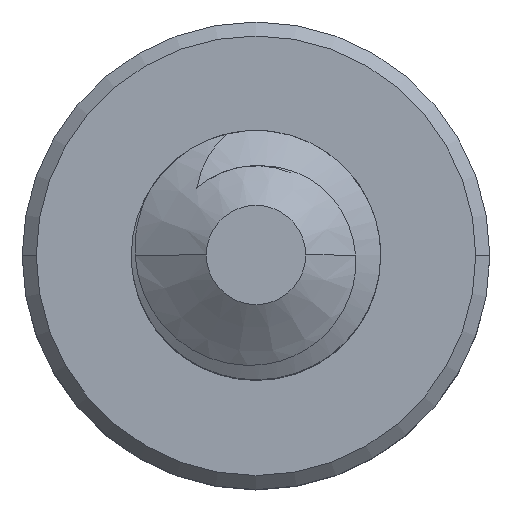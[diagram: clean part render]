
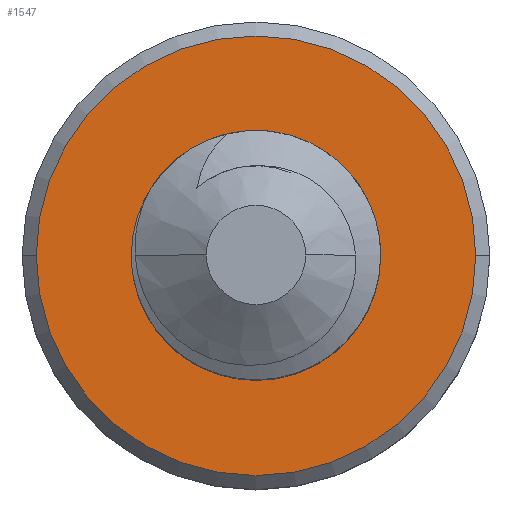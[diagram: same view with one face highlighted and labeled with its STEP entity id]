
A CAD part, top view. The second image highlights one B-rep face of the part: STEP entity #1547.
In plain terms, the highlighted planar face has unit normal (0, 0, 1).
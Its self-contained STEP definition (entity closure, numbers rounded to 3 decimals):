
#9 = CIRCLE ( 'NONE', #1414, 1.41 ) ;
#17 = DIRECTION ( 'NONE',  ( -1., 0., 0. ) ) ;
#30 = VERTEX_POINT ( 'NONE', #2241 ) ;
#54 = CARTESIAN_POINT ( 'NONE',  ( 0., 0., -3. ) ) ;
#94 = AXIS2_PLACEMENT_3D ( 'NONE', #1843, #205, #2064 ) ;
#109 = VERTEX_POINT ( 'NONE', #1864 ) ;
#205 = DIRECTION ( 'NONE',  ( 0., 0., 1. ) ) ;
#262 = VERTEX_POINT ( 'NONE', #2552 ) ;
#287 = EDGE_LOOP ( 'NONE', ( #2405, #1116 ) ) ;
#323 = DIRECTION ( 'NONE',  ( -1., 0., 0. ) ) ;
#338 = EDGE_CURVE ( 'NONE', #30, #109, #402, .T. ) ;
#402 = CIRCLE ( 'NONE', #659, 0.8 ) ;
#517 = AXIS2_PLACEMENT_3D ( 'NONE', #2710, #1652, #17 ) ;
#575 = EDGE_CURVE ( 'NONE', #109, #30, #683, .T. ) ;
#659 = AXIS2_PLACEMENT_3D ( 'NONE', #2139, #2127, #2123 ) ;
#683 = CIRCLE ( 'NONE', #94, 0.8 ) ;
#835 = EDGE_CURVE ( 'NONE', #262, #2043, #957, .T. ) ;
#876 = EDGE_CURVE ( 'NONE', #2043, #262, #9, .T. ) ;
#957 = CIRCLE ( 'NONE', #517, 1.41 ) ;
#1116 = ORIENTED_EDGE ( 'NONE', *, *, #338, .F. ) ;
#1226 = DIRECTION ( 'NONE',  ( 0., 0., -1. ) ) ;
#1414 = AXIS2_PLACEMENT_3D ( 'NONE', #54, #1935, #323 ) ;
#1423 = CARTESIAN_POINT ( 'NONE',  ( 1.41, 0., -3. ) ) ;
#1430 = FACE_OUTER_BOUND ( 'NONE', #1651, .T. ) ;
#1547 = ADVANCED_FACE ( 'NONE', ( #1430, #1836 ), #1763, .F. ) ;
#1651 = EDGE_LOOP ( 'NONE', ( #2134, #2495 ) ) ;
#1652 = DIRECTION ( 'NONE',  ( 0., 0., 1. ) ) ;
#1701 = AXIS2_PLACEMENT_3D ( 'NONE', #2630, #1226, #1996 ) ;
#1763 = PLANE ( 'NONE',  #1701 ) ;
#1836 = FACE_BOUND ( 'NONE', #287, .T. ) ;
#1843 = CARTESIAN_POINT ( 'NONE',  ( 0., 0., -3. ) ) ;
#1864 = CARTESIAN_POINT ( 'NONE',  ( 0.8, 0., -3. ) ) ;
#1935 = DIRECTION ( 'NONE',  ( 0., 0., 1. ) ) ;
#1996 = DIRECTION ( 'NONE',  ( -1., 0., 0. ) ) ;
#2043 = VERTEX_POINT ( 'NONE', #1423 ) ;
#2064 = DIRECTION ( 'NONE',  ( 1., 0., 0. ) ) ;
#2123 = DIRECTION ( 'NONE',  ( 1., 0., 0. ) ) ;
#2127 = DIRECTION ( 'NONE',  ( 0., 0., 1. ) ) ;
#2134 = ORIENTED_EDGE ( 'NONE', *, *, #835, .T. ) ;
#2139 = CARTESIAN_POINT ( 'NONE',  ( 0., 0., -3. ) ) ;
#2241 = CARTESIAN_POINT ( 'NONE',  ( -0.8, 0., -3. ) ) ;
#2405 = ORIENTED_EDGE ( 'NONE', *, *, #575, .F. ) ;
#2495 = ORIENTED_EDGE ( 'NONE', *, *, #876, .T. ) ;
#2552 = CARTESIAN_POINT ( 'NONE',  ( -1.41, 0., -3. ) ) ;
#2630 = CARTESIAN_POINT ( 'NONE',  ( 0., 0., -3. ) ) ;
#2710 = CARTESIAN_POINT ( 'NONE',  ( 0., 0., -3. ) ) ;
